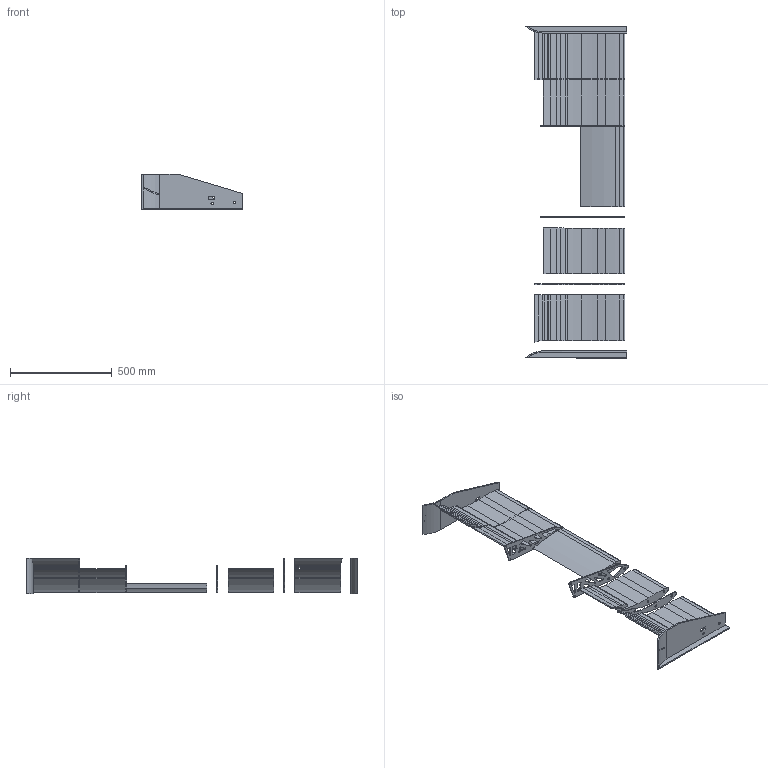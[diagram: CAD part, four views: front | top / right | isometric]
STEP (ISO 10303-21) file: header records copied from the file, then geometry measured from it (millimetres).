
FILE_DESCRIPTION(/* description */ (''),/* implementation_level */ '2;1');
FILE_NAME(/* name */ 'Frwing cost.stp',/* time_stamp */ '2018-06-13T20:06:00+09:00',/* author */ ('KITformula'),/* organization */ (''),/* preprocessor_version */ 'ST-DEVELOPER v16.13',/* originating_system */ 'Autodesk Inventor 2018',/* authorisation */ '');
FILE_SCHEMA (('AUTOMOTIVE_DESIGN { 1 0 10303 214 3 1 1 }'));
Length unit declared in the file: millimetre
Products named in the file (10): Frwing cost; center flap; bracket; main flap; newbracket2; sub flap; newsubflap_top; newsubflap_top1; Part1; endplate1
Assembly tree (17 placements, depth 2):
  Frwing cost
    center flap
    bracket  x2
    main flap  x4
    newbracket2  x2
    sub flap  x4
    newsubflap_top
    newsubflap_top1
    Part1
    endplate1
Bounding box: 500 x 1632 x 175 mm (x, y, z)
Volume: 14261129.5 mm3; surface area: 1867043.4 mm2
Topology: 17 solids, 17 shells, 411 faces, 1131 edges, 754 vertices
Faces by surface type: cylinder 287, plane 124
Full cylindrical faces by diameter (mm): 5 x4, 12 x22
Entity records: 7543 total; most frequent: CARTESIAN_POINT 1349, DIRECTION 1320, ORIENTED_EDGE 1160, EDGE_CURVE 580, AXIS2_PLACEMENT_3D 511, VERTEX_POINT 396, LINE 298, VECTOR 298
